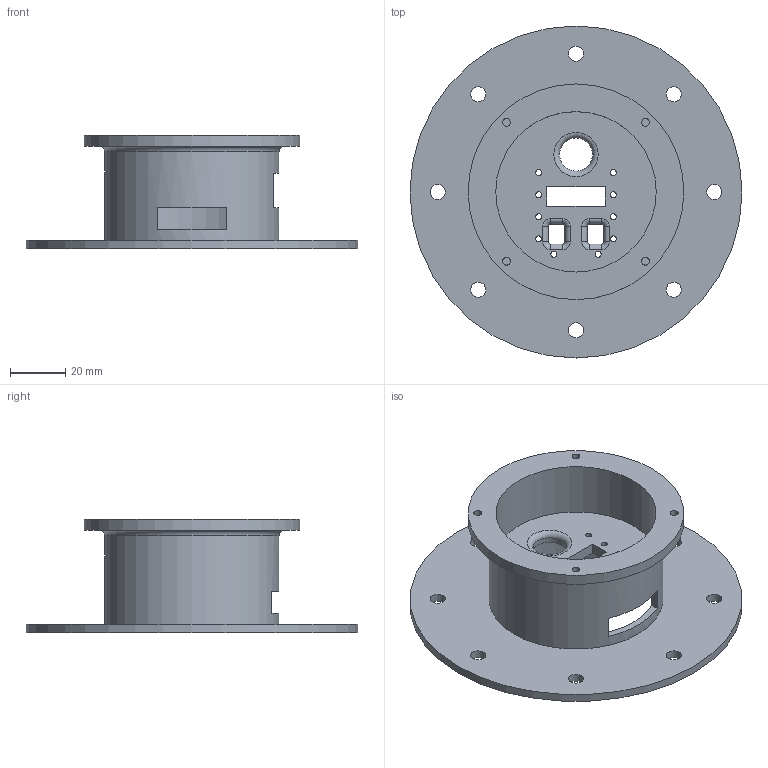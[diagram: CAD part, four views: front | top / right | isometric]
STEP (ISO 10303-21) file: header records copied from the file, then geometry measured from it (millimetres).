
FILE_DESCRIPTION(/* description */ (''),/* implementation_level */ '2;1');
FILE_NAME(/* name */ 'B-02.stp',/* time_stamp */ '2025-02-15T21:25:14-06:00',/* author */ ('Alcatraz'),/* organization */ (''),/* preprocessor_version */ 'ST-DEVELOPER v20',/* originating_system */ 'Autodesk Inventor 2024',/* authorisation */ '');
FILE_SCHEMA (('AUTOMOTIVE_DESIGN { 1 0 10303 214 3 1 1 }'));
Length unit declared in the file: millimetre
Products named in the file (1): B-02
Bounding box: 120 x 120 x 41 mm (x, y, z)
Volume: 58269.8 mm3; surface area: 41311 mm2
Topology: 1 solids, 1 shells, 79 faces, 200 edges, 128 vertices
Faces by surface type: cylinder 44, plane 25, torus 10
Full cylindrical faces by diameter (mm): 2.2 x10, 2.85 x4, 5.5 x8, 12 x1, 58 x2, 63 x1, 78 x1, 120 x1
Entity records: 2565 total; most frequent: DIRECTION 468, CARTESIAN_POINT 408, ORIENTED_EDGE 400, EDGE_CURVE 200, AXIS2_PLACEMENT_3D 188, EDGE_LOOP 138, VERTEX_POINT 128, CIRCLE 108
